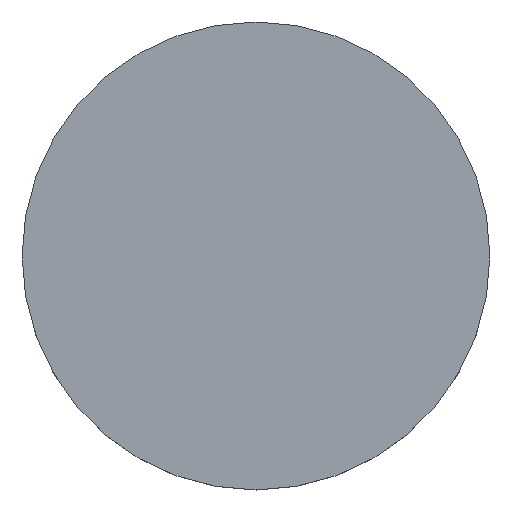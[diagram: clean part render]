
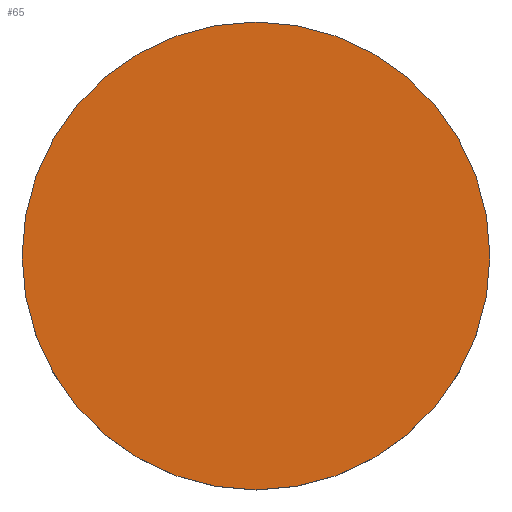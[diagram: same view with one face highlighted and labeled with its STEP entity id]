
A CAD part, top view. The second image highlights one B-rep face of the part: STEP entity #65.
In plain terms, the highlighted planar face has unit normal (0, 0, 1).
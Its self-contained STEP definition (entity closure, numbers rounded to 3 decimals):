
#17=PLANE('',#76);
#22=FACE_OUTER_BOUND('',#28,.T.);
#28=EDGE_LOOP('',(#58));
#35=CIRCLE('',#71,1.85);
#39=VERTEX_POINT('',#104);
#44=EDGE_CURVE('',#39,#39,#35,.T.);
#58=ORIENTED_EDGE('',*,*,#44,.T.);
#65=ADVANCED_FACE('',(#22),#17,.T.);
#71=AXIS2_PLACEMENT_3D('',#106,#85,#86);
#76=AXIS2_PLACEMENT_3D('',#114,#96,#97);
#85=DIRECTION('center_axis',(0.,0.,1.));
#86=DIRECTION('ref_axis',(1.,0.,0.));
#96=DIRECTION('center_axis',(0.,0.,1.));
#97=DIRECTION('ref_axis',(1.,0.,0.));
#104=CARTESIAN_POINT('',(101.15,-103.,0.));
#106=CARTESIAN_POINT('Origin',(103.,-103.,0.));
#114=CARTESIAN_POINT('Origin',(94.025,-102.268,0.));
